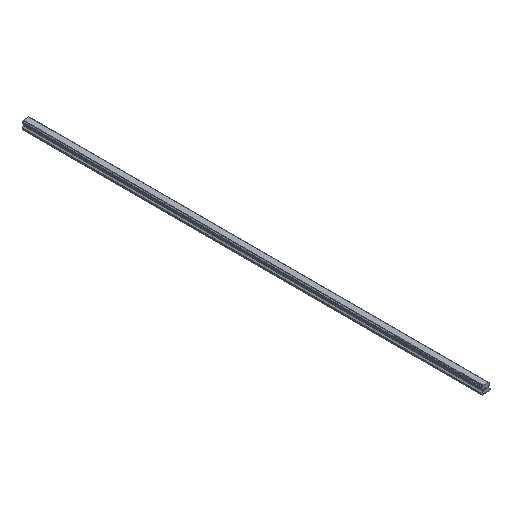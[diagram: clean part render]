
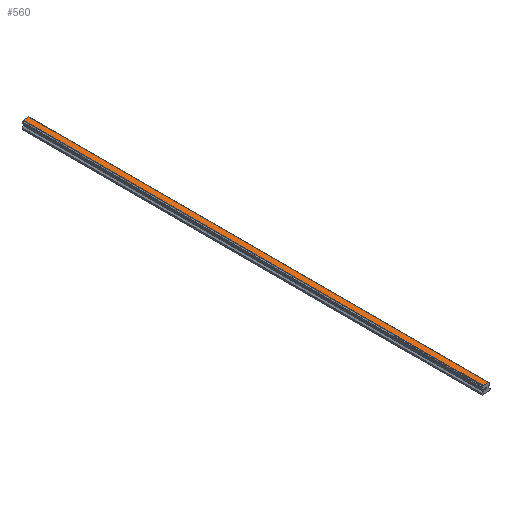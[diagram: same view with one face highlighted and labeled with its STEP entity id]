
A CAD part, isometric view. The second image highlights one B-rep face of the part: STEP entity #560.
In plain terms, the highlighted planar face has unit normal (0, 0, 1).
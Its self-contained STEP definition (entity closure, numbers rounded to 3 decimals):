
#560=ADVANCED_FACE('',(#1162),#1163,.T.);
#1162=FACE_OUTER_BOUND('',#1779,.T.);
#1163=PLANE('',#1780);
#1779=EDGE_LOOP('',(#3410,#3411,#3412,#3413));
#1780=AXIS2_PLACEMENT_3D('',#3414,#3415,#3416);
#3410=ORIENTED_EDGE('',*,*,#4087,.T.);
#3411=ORIENTED_EDGE('',*,*,#4244,.F.);
#3412=ORIENTED_EDGE('',*,*,#3951,.T.);
#3413=ORIENTED_EDGE('',*,*,#4242,.T.);
#3414=CARTESIAN_POINT('',(0.,1540.0,26.));
#3415=DIRECTION('',(0.0,0.0,1.0));
#3416=DIRECTION('',(-1.0,0.0,0.0));
#3951=EDGE_CURVE('',#4837,#4835,#4838,.T.);
#4087=EDGE_CURVE('',#5064,#5062,#5065,.T.);
#4242=EDGE_CURVE('',#4835,#5064,#5243,.T.);
#4244=EDGE_CURVE('',#4837,#5062,#5245,.T.);
#4835=VERTEX_POINT('',#6044);
#4837=VERTEX_POINT('',#6047);
#4838=LINE('',#6048,#6049);
#5062=VERTEX_POINT('',#6361);
#5064=VERTEX_POINT('',#6364);
#5065=LINE('',#6365,#6366);
#5243=LINE('',#6582,#6583);
#5245=LINE('',#6585,#6586);
#6044=CARTESIAN_POINT('',(-9.342,1540.0,26.));
#6047=CARTESIAN_POINT('',(9.342,1540.0,26.));
#6048=CARTESIAN_POINT('',(9.342,1540.0,26.));
#6049=VECTOR('',#7020,1.0);
#6361=CARTESIAN_POINT('',(9.342,0.0,26.));
#6364=CARTESIAN_POINT('',(-9.342,0.0,26.));
#6365=CARTESIAN_POINT('',(9.342,0.0,26.));
#6366=VECTOR('',#7176,1.0);
#6582=CARTESIAN_POINT('',(-9.342,1540.0,26.));
#6583=VECTOR('',#7368,1.0);
#6585=CARTESIAN_POINT('',(9.342,1540.0,26.));
#6586=VECTOR('',#7369,1.0);
#7020=DIRECTION('',(-1.0,0.0,0.0));
#7176=DIRECTION('',(1.0,0.0,0.0));
#7368=DIRECTION('',(0.0,-1.0,0.0));
#7369=DIRECTION('',(0.0,-1.0,0.0));
